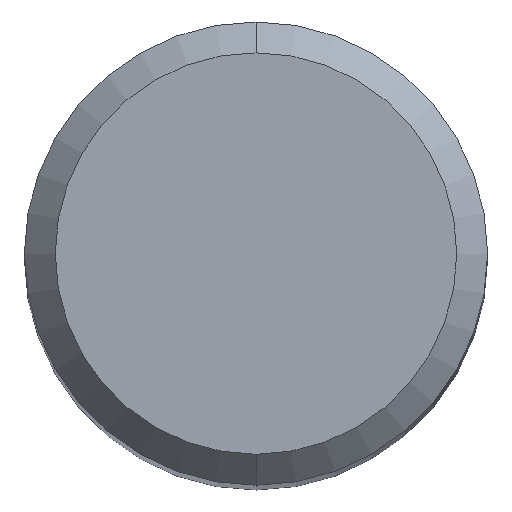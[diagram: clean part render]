
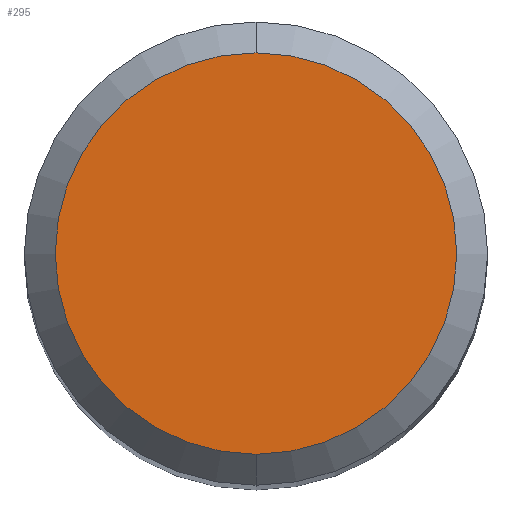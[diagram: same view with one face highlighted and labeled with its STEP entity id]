
A CAD part, top view. The second image highlights one B-rep face of the part: STEP entity #295.
In plain terms, the highlighted planar face has unit normal (0, 0, 1).
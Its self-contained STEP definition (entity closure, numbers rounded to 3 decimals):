
#227=EDGE_CURVE('',#387,#399,#550,.T.);
#259=EDGE_CURVE('',#399,#387,#584,.T.);
#295=ADVANCED_FACE('',(#624),#625,.T.);
#387=VERTEX_POINT('',#726);
#399=VERTEX_POINT('',#738);
#550=CIRCLE('',#987,2.6);
#584=CIRCLE('',#1064,2.6);
#624=FACE_OUTER_BOUND('',#1122,.T.);
#625=PLANE('',#1123);
#726=CARTESIAN_POINT('',(0.,-2.6,0.0));
#738=CARTESIAN_POINT('',(0.0,2.6,0.0));
#987=AXIS2_PLACEMENT_3D('',#1569,#1570,#1571);
#1064=AXIS2_PLACEMENT_3D('',#1600,#1601,#1602);
#1122=EDGE_LOOP('',(#1648,#1649));
#1123=AXIS2_PLACEMENT_3D('',#1650,#1651,#1652);
#1569=CARTESIAN_POINT('',(0.0,0.0,0.0));
#1570=DIRECTION('',(0.0,0.0,-1.0));
#1571=DIRECTION('',(0.0,1.0,0.0));
#1600=CARTESIAN_POINT('',(0.0,0.0,0.0));
#1601=DIRECTION('',(0.0,0.0,-1.0));
#1602=DIRECTION('',(0.0,1.0,0.0));
#1648=ORIENTED_EDGE('',*,*,#259,.F.);
#1649=ORIENTED_EDGE('',*,*,#227,.F.);
#1650=CARTESIAN_POINT('',(0.0,1.3,0.0));
#1651=DIRECTION('',(-0.0,0.0,1.0));
#1652=DIRECTION('',(0.0,-1.0,0.0));
